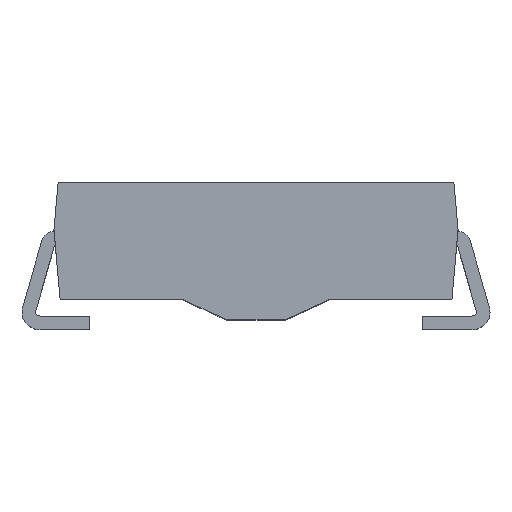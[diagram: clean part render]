
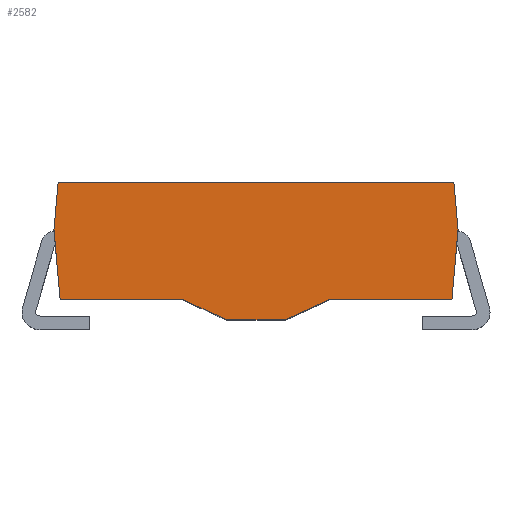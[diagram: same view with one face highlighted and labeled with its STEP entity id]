
A CAD part, top view. The second image highlights one B-rep face of the part: STEP entity #2582.
In plain terms, the highlighted planar face has unit normal (0, 0, 1).
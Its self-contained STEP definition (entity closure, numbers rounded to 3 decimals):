
#82=LINE('',#3422,#233);
#100=LINE('',#3661,#251);
#102=LINE('',#3665,#253);
#103=LINE('',#3667,#254);
#109=LINE('',#3679,#260);
#111=LINE('',#3683,#262);
#113=LINE('',#3687,#264);
#115=LINE('',#3691,#266);
#117=LINE('',#3695,#268);
#119=LINE('',#3699,#270);
#233=VECTOR('',#2824,1000.);
#251=VECTOR('',#2846,1000.);
#253=VECTOR('',#2850,1000.);
#254=VECTOR('',#2853,1000.);
#260=VECTOR('',#2861,1000.);
#262=VECTOR('',#2865,1000.);
#264=VECTOR('',#2869,1000.);
#266=VECTOR('',#2873,1000.);
#268=VECTOR('',#2877,1000.);
#270=VECTOR('',#2881,1000.);
#501=ORIENTED_EDGE('',*,*,#1013,.T.);
#502=ORIENTED_EDGE('',*,*,#1061,.T.);
#503=ORIENTED_EDGE('',*,*,#1059,.T.);
#504=ORIENTED_EDGE('',*,*,#1078,.T.);
#505=ORIENTED_EDGE('',*,*,#1076,.T.);
#506=ORIENTED_EDGE('',*,*,#1074,.T.);
#507=ORIENTED_EDGE('',*,*,#1072,.T.);
#508=ORIENTED_EDGE('',*,*,#1070,.T.);
#509=ORIENTED_EDGE('',*,*,#1068,.T.);
#510=ORIENTED_EDGE('',*,*,#1062,.T.);
#1013=EDGE_CURVE('',#1312,#1313,#82,.T.);
#1059=EDGE_CURVE('',#1357,#1356,#100,.T.);
#1061=EDGE_CURVE('',#1313,#1357,#102,.T.);
#1062=EDGE_CURVE('',#1358,#1312,#103,.T.);
#1068=EDGE_CURVE('',#1363,#1358,#109,.T.);
#1070=EDGE_CURVE('',#1364,#1363,#111,.T.);
#1072=EDGE_CURVE('',#1365,#1364,#113,.T.);
#1074=EDGE_CURVE('',#1366,#1365,#115,.T.);
#1076=EDGE_CURVE('',#1367,#1366,#117,.T.);
#1078=EDGE_CURVE('',#1356,#1367,#119,.T.);
#1312=VERTEX_POINT('',#3423);
#1313=VERTEX_POINT('',#3424);
#1356=VERTEX_POINT('',#3660);
#1357=VERTEX_POINT('',#3662);
#1358=VERTEX_POINT('',#3668);
#1363=VERTEX_POINT('',#3680);
#1364=VERTEX_POINT('',#3684);
#1365=VERTEX_POINT('',#3688);
#1366=VERTEX_POINT('',#3692);
#1367=VERTEX_POINT('',#3696);
#1626=EDGE_LOOP('',(#501,#502,#503,#504,#505,#506,#507,#508,#509,#510));
#1753=FACE_BOUND('',#1626,.T.);
#1870=PLANE('',#2707);
#2582=ADVANCED_FACE('',(#1753),#1870,.T.);
#2707=AXIS2_PLACEMENT_3D('',#3700,#2882,#2883);
#2824=DIRECTION('',(-1.,0.,0.));
#2846=DIRECTION('',(0.088,-0.996,0.));
#2850=DIRECTION('',(-0.088,-0.996,0.));
#2853=DIRECTION('',(-0.088,0.996,0.));
#2861=DIRECTION('',(0.088,0.996,0.));
#2865=DIRECTION('',(1.,0.,0.));
#2869=DIRECTION('',(0.908,0.42,0.));
#2873=DIRECTION('',(1.,0.,0.));
#2877=DIRECTION('',(0.908,-0.42,0.));
#2881=DIRECTION('',(1.,0.,0.));
#2882=DIRECTION('',(0.,0.,1.));
#2883=DIRECTION('',(1.,0.,0.));
#3422=CARTESIAN_POINT('',(3.357,1.005,2.953));
#3423=CARTESIAN_POINT('',(3.357,1.005,2.953));
#3424=CARTESIAN_POINT('',(-3.357,1.005,2.953));
#3660=CARTESIAN_POINT('',(-3.324,-0.985,2.953));
#3661=CARTESIAN_POINT('',(-3.428,0.198,2.953));
#3662=CARTESIAN_POINT('',(-3.428,0.198,2.953));
#3665=CARTESIAN_POINT('',(-3.357,1.005,2.953));
#3667=CARTESIAN_POINT('',(3.428,0.198,2.953));
#3668=CARTESIAN_POINT('',(3.428,0.198,2.953));
#3679=CARTESIAN_POINT('',(3.335,-0.865,2.953));
#3680=CARTESIAN_POINT('',(3.324,-0.985,2.953));
#3683=CARTESIAN_POINT('',(2.188,-0.985,2.953));
#3684=CARTESIAN_POINT('',(1.247,-0.985,2.953));
#3687=CARTESIAN_POINT('',(0.5,-1.33,2.953));
#3688=CARTESIAN_POINT('',(0.5,-1.33,2.953));
#3691=CARTESIAN_POINT('',(-0.5,-1.33,2.953));
#3692=CARTESIAN_POINT('',(-0.5,-1.33,2.953));
#3695=CARTESIAN_POINT('',(-1.246,-0.985,2.953));
#3696=CARTESIAN_POINT('',(-1.246,-0.985,2.953));
#3699=CARTESIAN_POINT('',(-2.187,-0.985,2.953));
#3700=CARTESIAN_POINT('',(0.,0.,2.953));
